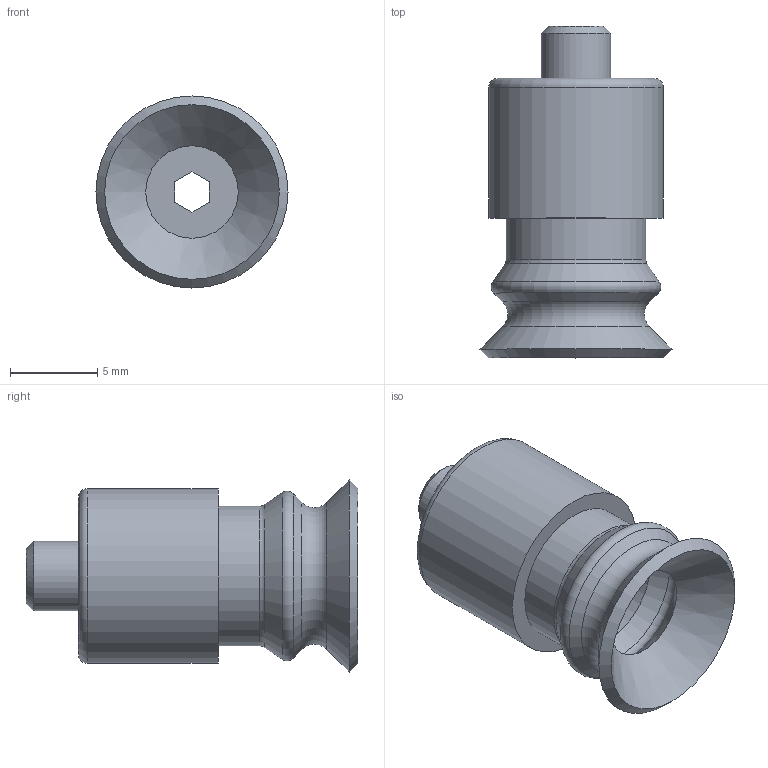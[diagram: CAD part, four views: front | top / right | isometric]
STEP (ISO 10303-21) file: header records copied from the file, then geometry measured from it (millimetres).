
FILE_DESCRIPTION(/* description */ ('STEP AP214'),/* implementation_level */ '2;1');
FILE_NAME(/* name */ '189376_ESS-10-BS',/* time_stamp */ '2024-08-22T09:46:40+02:00',/* author */ ('License CC BY-ND 4.0'),/* organization */ ('CADENAS'),/* preprocessor_version */ 'ST-DEVELOPER v19.3',/* originating_system */ 'PARTsolutions',/* authorisation */ ' ');
FILE_SCHEMA (('AUTOMOTIVE_DESIGN {1 0 10303 214 3 1 1}'));
Length unit declared in the file: millimetre
Products named in the file (1): 189376 ESS-10-BS
Bounding box: 11 x 19 x 11 mm (x, y, z)
Volume: 557 mm3; surface area: 1070 mm2
Topology: 1 solids, 1 shells, 27 faces, 55 edges, 32 vertices
Faces by surface type: plane 10, cone 8, torus 5, cylinder 4
Full cylindrical faces by diameter (mm): 4 x1, 7 x1, 8 x1, 10 x1
Entity records: 829 total; most frequent: DIRECTION 114, CARTESIAN_POINT 98, ORIENTED_EDGE 76, EDGE_LOOP 48, FACE_BOUND 48, AXIS2_PLACEMENT_3D 48, EDGE_CURVE 38, VERTEX_POINT 32
